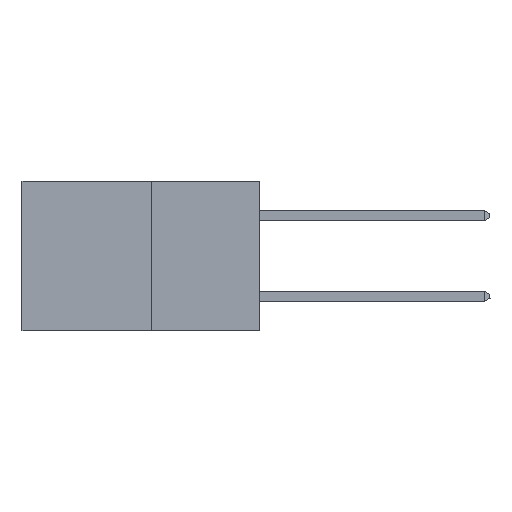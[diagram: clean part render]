
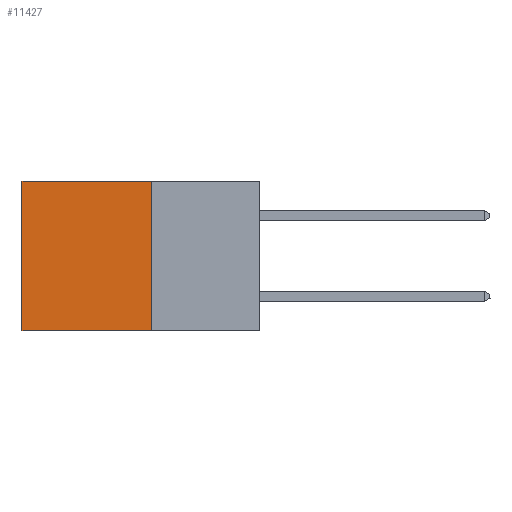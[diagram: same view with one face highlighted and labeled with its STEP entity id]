
A CAD part, left-side view. The second image highlights one B-rep face of the part: STEP entity #11427.
In plain terms, the highlighted planar face has unit normal (-1, 0, 0).
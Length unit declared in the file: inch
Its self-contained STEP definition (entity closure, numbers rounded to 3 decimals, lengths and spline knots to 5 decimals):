
#201 = ORIENTED_EDGE ( 'NONE', *, *, #7558, .T. ) ;
#588 = LINE ( 'NONE', #8658, #6775 ) ;
#758 = EDGE_LOOP ( 'NONE', ( #201, #10863, #3699, #11444 ) ) ;
#809 = CARTESIAN_POINT ( 'NONE',  ( 0.277, 0.27, -0.37 ) ) ;
#1752 = VERTEX_POINT ( 'NONE', #15688 ) ;
#1898 = PLANE ( 'NONE',  #11061 ) ;
#2345 = EDGE_CURVE ( 'NONE', #5980, #1752, #588, .T. ) ;
#3317 = CARTESIAN_POINT ( 'NONE',  ( 0.277, 0.27, -0.37 ) ) ;
#3496 = VECTOR ( 'NONE', #10728, 39.37008 ) ;
#3699 = ORIENTED_EDGE ( 'NONE', *, *, #15248, .F. ) ;
#4714 = LINE ( 'NONE', #3317, #10928 ) ;
#4720 = DIRECTION ( 'NONE',  ( 0., 0., -1. ) ) ;
#5590 = VECTOR ( 'NONE', #4720, 39.37008 ) ;
#5633 = DIRECTION ( 'NONE',  ( 1., 0., 0. ) ) ;
#5980 = VERTEX_POINT ( 'NONE', #14046 ) ;
#6189 = DIRECTION ( 'NONE',  ( 0., 1., 0. ) ) ;
#6775 = VECTOR ( 'NONE', #6189, 39.37008 ) ;
#7558 = EDGE_CURVE ( 'NONE', #1752, #10889, #9265, .T. ) ;
#8202 = FACE_OUTER_BOUND ( 'NONE', #758, .T. ) ;
#8453 = CARTESIAN_POINT ( 'NONE',  ( 0.277, 0.59, -0.37 ) ) ;
#8658 = CARTESIAN_POINT ( 'NONE',  ( 0.277, 0.27, 0. ) ) ;
#9265 = LINE ( 'NONE', #8453, #5590 ) ;
#9389 = EDGE_CURVE ( 'NONE', #15410, #10889, #4714, .T. ) ;
#9470 = DIRECTION ( 'NONE',  ( 0., 1., 0. ) ) ;
#10728 = DIRECTION ( 'NONE',  ( 0., 0., -1. ) ) ;
#10863 = ORIENTED_EDGE ( 'NONE', *, *, #9389, .F. ) ;
#10889 = VERTEX_POINT ( 'NONE', #13091 ) ;
#10928 = VECTOR ( 'NONE', #9470, 39.37008 ) ;
#11061 = AXIS2_PLACEMENT_3D ( 'NONE', #12920, #5633, #14128 ) ;
#11427 = ADVANCED_FACE ( 'NONE', ( #8202 ), #1898, .F. ) ;
#11444 = ORIENTED_EDGE ( 'NONE', *, *, #2345, .T. ) ;
#12174 = CARTESIAN_POINT ( 'NONE',  ( 0.277, 0.27, -0.37 ) ) ;
#12920 = CARTESIAN_POINT ( 'NONE',  ( 0.277, 0.27, -0.37 ) ) ;
#13091 = CARTESIAN_POINT ( 'NONE',  ( 0.277, 0.59, -0.37 ) ) ;
#13230 = LINE ( 'NONE', #809, #3496 ) ;
#14046 = CARTESIAN_POINT ( 'NONE',  ( 0.277, 0.27, 0. ) ) ;
#14128 = DIRECTION ( 'NONE',  ( 0., 0., -1. ) ) ;
#15248 = EDGE_CURVE ( 'NONE', #5980, #15410, #13230, .T. ) ;
#15410 = VERTEX_POINT ( 'NONE', #12174 ) ;
#15688 = CARTESIAN_POINT ( 'NONE',  ( 0.277, 0.59, 0. ) ) ;
